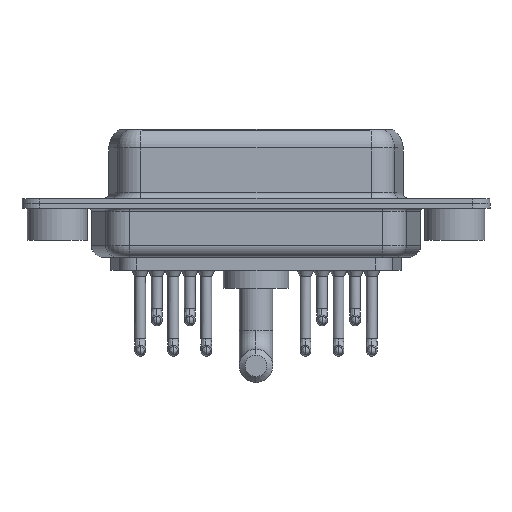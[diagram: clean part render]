
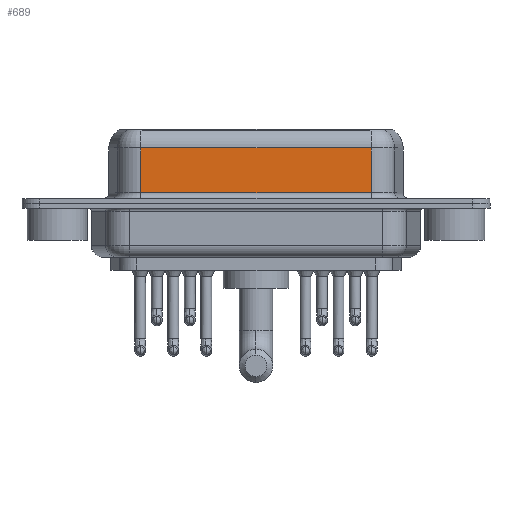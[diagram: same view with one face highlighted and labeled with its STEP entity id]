
A CAD part, front view. The second image highlights one B-rep face of the part: STEP entity #689.
In plain terms, the highlighted planar face has unit normal (0, -1, 0).
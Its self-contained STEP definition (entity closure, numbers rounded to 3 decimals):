
#689 = ADVANCED_FACE ( 'NONE', ( #3222 ), #11734, .F. ) ;
#1200 = LINE ( 'NONE', #9891, #10961 ) ;
#1263 = LINE ( 'NONE', #7023, #1857 ) ;
#1857 = VECTOR ( 'NONE', #12601, 1000. ) ;
#1995 = DIRECTION ( 'NONE',  ( 1., 0., 0. ) ) ;
#2348 = EDGE_CURVE ( 'NONE', #2844, #5463, #1200, .T. ) ;
#2439 = LINE ( 'NONE', #11324, #9714 ) ;
#2844 = VERTEX_POINT ( 'NONE', #9808 ) ;
#2854 = CARTESIAN_POINT ( 'NONE',  ( 26.287, -3.95, 6.4 ) ) ;
#3047 = ORIENTED_EDGE ( 'NONE', *, *, #2348, .T. ) ;
#3222 = FACE_OUTER_BOUND ( 'NONE', #17101, .T. ) ;
#4109 = EDGE_CURVE ( 'NONE', #9115, #11613, #4740, .T. ) ;
#4740 = LINE ( 'NONE', #14783, #8790 ) ;
#4857 = CARTESIAN_POINT ( 'NONE',  ( 7.013, -3.95, 0.9 ) ) ;
#5377 = DIRECTION ( 'NONE',  ( 0., 0., -1. ) ) ;
#5463 = VERTEX_POINT ( 'NONE', #10009 ) ;
#6086 = AXIS2_PLACEMENT_3D ( 'NONE', #2854, #10132, #8992 ) ;
#7023 = CARTESIAN_POINT ( 'NONE',  ( 26.287, -3.95, 6.4 ) ) ;
#7098 = ORIENTED_EDGE ( 'NONE', *, *, #17181, .F. ) ;
#8790 = VECTOR ( 'NONE', #1995, 1000. ) ;
#8992 = DIRECTION ( 'NONE',  ( 0., 0., 1. ) ) ;
#9115 = VERTEX_POINT ( 'NONE', #4857 ) ;
#9714 = VECTOR ( 'NONE', #5377, 1000. ) ;
#9808 = CARTESIAN_POINT ( 'NONE',  ( 26.287, -3.95, 4.65 ) ) ;
#9891 = CARTESIAN_POINT ( 'NONE',  ( 26.287, -3.95, 4.65 ) ) ;
#10009 = CARTESIAN_POINT ( 'NONE',  ( 7.013, -3.95, 4.65 ) ) ;
#10132 = DIRECTION ( 'NONE',  ( 0., 1., 0. ) ) ;
#10961 = VECTOR ( 'NONE', #12543, 1000. ) ;
#11324 = CARTESIAN_POINT ( 'NONE',  ( 7.013, -3.95, 6.4 ) ) ;
#11613 = VERTEX_POINT ( 'NONE', #14094 ) ;
#11734 = PLANE ( 'NONE',  #6086 ) ;
#12543 = DIRECTION ( 'NONE',  ( -1., 0., 0. ) ) ;
#12601 = DIRECTION ( 'NONE',  ( 0., 0., -1. ) ) ;
#13215 = ORIENTED_EDGE ( 'NONE', *, *, #4109, .T. ) ;
#14094 = CARTESIAN_POINT ( 'NONE',  ( 26.287, -3.95, 0.9 ) ) ;
#14783 = CARTESIAN_POINT ( 'NONE',  ( 26.287, -3.95, 0.9 ) ) ;
#16777 = ORIENTED_EDGE ( 'NONE', *, *, #17827, .T. ) ;
#17101 = EDGE_LOOP ( 'NONE', ( #7098, #3047, #16777, #13215 ) ) ;
#17181 = EDGE_CURVE ( 'NONE', #2844, #11613, #1263, .T. ) ;
#17827 = EDGE_CURVE ( 'NONE', #5463, #9115, #2439, .T. ) ;
